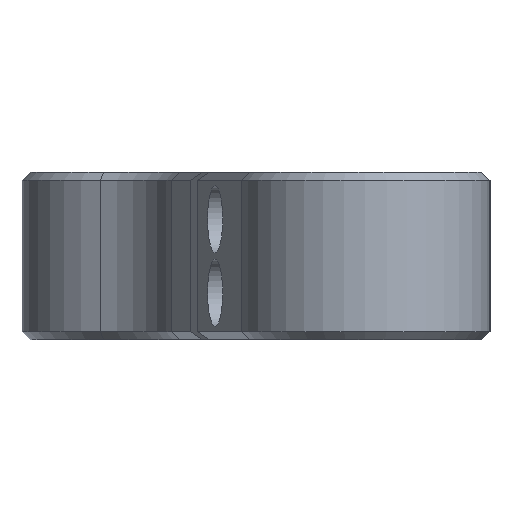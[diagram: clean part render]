
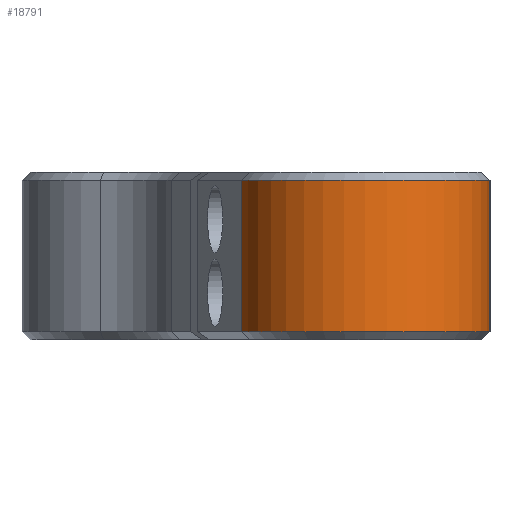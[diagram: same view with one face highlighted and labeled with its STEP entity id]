
A CAD part, left-side view. The second image highlights one B-rep face of the part: STEP entity #18791.
In plain terms, the highlighted cylindrical face has radius 30 mm (diameter 60 mm), a partial arc.
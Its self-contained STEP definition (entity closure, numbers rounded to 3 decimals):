
#955=CIRCLE('',#19497,30.);
#959=CIRCLE('',#19513,30.);
#2001=FACE_OUTER_BOUND('',#3071,.T.);
#3071=EDGE_LOOP('',(#17423,#17424,#17425,#17426));
#5724=LINE('',#62351,#6919);
#5725=LINE('',#62353,#6920);
#6919=VECTOR('',#22350,10.);
#6920=VECTOR('',#22353,10.);
#8760=VERTEX_POINT('',#62121);
#8761=VERTEX_POINT('',#62125);
#8765=VERTEX_POINT('',#62154);
#8766=VERTEX_POINT('',#62158);
#11575=EDGE_CURVE('',#8760,#8761,#955,.T.);
#11592=EDGE_CURVE('',#8765,#8766,#959,.T.);
#11683=EDGE_CURVE('',#8760,#8766,#5724,.T.);
#11684=EDGE_CURVE('',#8761,#8765,#5725,.T.);
#17423=ORIENTED_EDGE('',*,*,#11575,.F.);
#17424=ORIENTED_EDGE('',*,*,#11683,.T.);
#17425=ORIENTED_EDGE('',*,*,#11592,.F.);
#17426=ORIENTED_EDGE('',*,*,#11684,.F.);
#17767=CYLINDRICAL_SURFACE('',#19589,30.);
#18791=ADVANCED_FACE('',(#2001),#17767,.T.);
#19497=AXIS2_PLACEMENT_3D('',#62126,#22081,#22082);
#19513=AXIS2_PLACEMENT_3D('',#62160,#22126,#22127);
#19589=AXIS2_PLACEMENT_3D('',#62352,#22351,#22352);
#22081=DIRECTION('center_axis',(0.,0.,-1.));
#22082=DIRECTION('ref_axis',(0.224,-0.975,0.));
#22126=DIRECTION('center_axis',(0.,0.,1.));
#22127=DIRECTION('ref_axis',(0.224,-0.975,0.));
#22350=DIRECTION('',(0.,0.,1.));
#22351=DIRECTION('center_axis',(0.,0.,1.));
#22352=DIRECTION('ref_axis',(-0.94,-0.341,0.));
#22353=DIRECTION('',(0.,0.,1.));
#62121=CARTESIAN_POINT('',(-101.419,-26.75,2.));
#62125=CARTESIAN_POINT('',(-121.728,29.236,2.));
#62126=CARTESIAN_POINT('Origin',(-115.,0.,2.));
#62154=CARTESIAN_POINT('',(-121.728,29.236,38.));
#62158=CARTESIAN_POINT('',(-101.419,-26.75,38.));
#62160=CARTESIAN_POINT('Origin',(-115.,0.,38.));
#62351=CARTESIAN_POINT('',(-101.419,-26.75,0.));
#62352=CARTESIAN_POINT('Origin',(-115.,0.,0.));
#62353=CARTESIAN_POINT('',(-121.728,29.236,0.));
